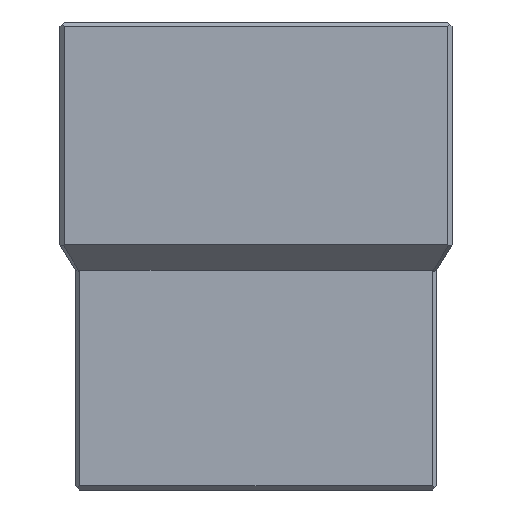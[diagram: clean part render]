
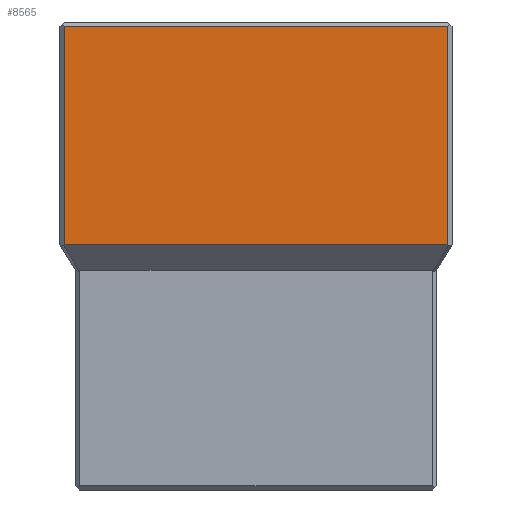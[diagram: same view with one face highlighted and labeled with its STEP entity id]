
A CAD part, front view. The second image highlights one B-rep face of the part: STEP entity #8565.
In plain terms, the highlighted planar face has unit normal (0, -1, 0).
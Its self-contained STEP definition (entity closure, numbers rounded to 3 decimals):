
#8526=CARTESIAN_POINT('',(0.,-5.55,-5.1));
#8527=DIRECTION('',(1.,0.,0.));
#8528=DIRECTION('',(0.,-1.,0.));
#8529=AXIS2_PLACEMENT_3D('',#8526,#8528,#8527);
#8530=PLANE('',#8529);
#8531=CARTESIAN_POINT('',(8.6,-5.55,-10.));
#8532=VERTEX_POINT('',#8531);
#8533=CARTESIAN_POINT('',(8.6,-5.55,-0.2));
#8534=VERTEX_POINT('',#8533);
#8535=CARTESIAN_POINT('',(8.6,-5.55,-10.));
#8536=DIRECTION('',(0.,0.,1.));
#8537=VECTOR('',#8536,9.8);
#8538=LINE('',#8535,#8537);
#8539=EDGE_CURVE('',#8532,#8534,#8538,.T.);
#8540=ORIENTED_EDGE('',*,*,#8539,.T.);
#8541=CARTESIAN_POINT('',(-8.6,-5.55,-0.2));
#8542=VERTEX_POINT('',#8541);
#8543=CARTESIAN_POINT('',(8.6,-5.55,-0.2));
#8544=DIRECTION('',(-1.,0.,0.));
#8545=VECTOR('',#8544,17.2);
#8546=LINE('',#8543,#8545);
#8547=EDGE_CURVE('',#8534,#8542,#8546,.T.);
#8548=ORIENTED_EDGE('',*,*,#8547,.T.);
#8549=CARTESIAN_POINT('',(-8.6,-5.55,-10.));
#8550=VERTEX_POINT('',#8549);
#8551=CARTESIAN_POINT('',(-8.6,-5.55,-0.2));
#8552=DIRECTION('',(0.,0.,-1.));
#8553=VECTOR('',#8552,9.8);
#8554=LINE('',#8551,#8553);
#8555=EDGE_CURVE('',#8542,#8550,#8554,.T.);
#8556=ORIENTED_EDGE('',*,*,#8555,.T.);
#8557=CARTESIAN_POINT('',(-8.6,-5.55,-10.));
#8558=DIRECTION('',(1.,0.,0.));
#8559=VECTOR('',#8558,17.2);
#8560=LINE('',#8557,#8559);
#8561=EDGE_CURVE('',#8550,#8532,#8560,.T.);
#8562=ORIENTED_EDGE('',*,*,#8561,.T.);
#8563=EDGE_LOOP('',(#8540,#8548,#8556,#8562));
#8564=FACE_OUTER_BOUND('',#8563,.T.);
#8565=ADVANCED_FACE('',(#8564),#8530,.T.);
